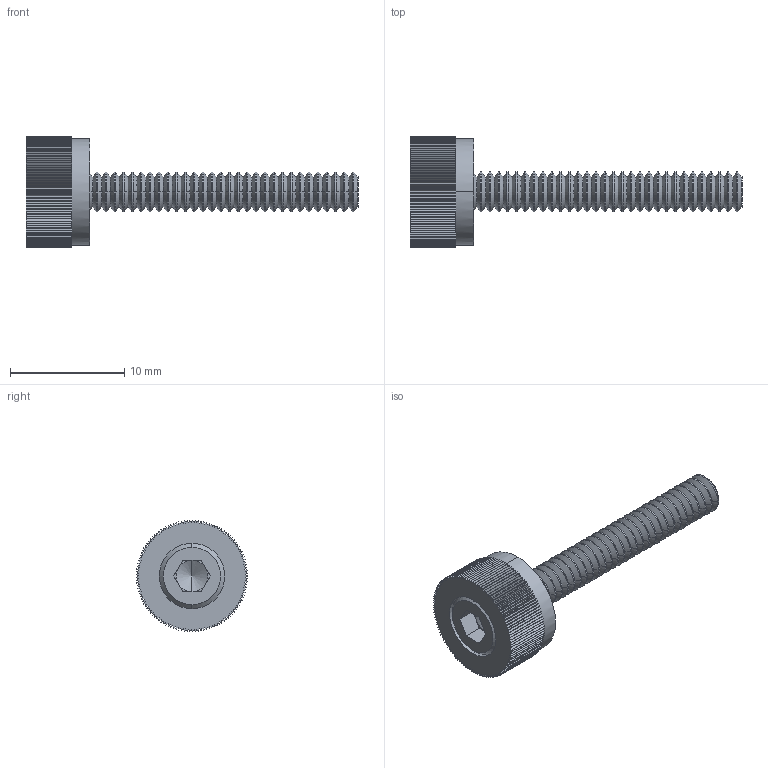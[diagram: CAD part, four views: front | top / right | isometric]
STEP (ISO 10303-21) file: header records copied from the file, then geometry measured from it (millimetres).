
FILE_DESCRIPTION (( 'STEP AP214' ), '1' );
FILE_NAME ('40323_TXP-23.5mm Length Thumbscrew.STEP', '2017-03-28T20:21:23', ( '' ), ( '' ), 'SwSTEP 2.0', 'SolidWorks 2016', '' );
FILE_SCHEMA (( 'AUTOMOTIVE_DESIGN' ));
Length unit declared in the file: millimetre
Products named in the file (2): 40323_TXP-23.5mm Length Thumbscrew
Bounding box: 29.1 x 9.75 x 9.75 mm (x, y, z)
Volume: 562.4 mm3; surface area: 821.7 mm2
Topology: 1 solids, 1 shells, 708 faces, 1790 edges, 1085 vertices
Faces by surface type: plane 391, cylinder 189, cone 128
Entity records: 28898 total; most frequent: DIRECTION 3905, CARTESIAN_POINT 3583, ORIENTED_EDGE 3576, EDGE_CURVE 1788, AXIS2_PLACEMENT_3D 1407, VECTOR 1091, LINE 1091, VERTEX_POINT 1085
